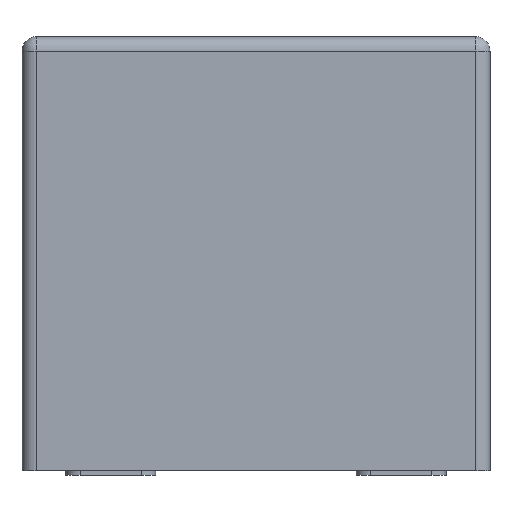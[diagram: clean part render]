
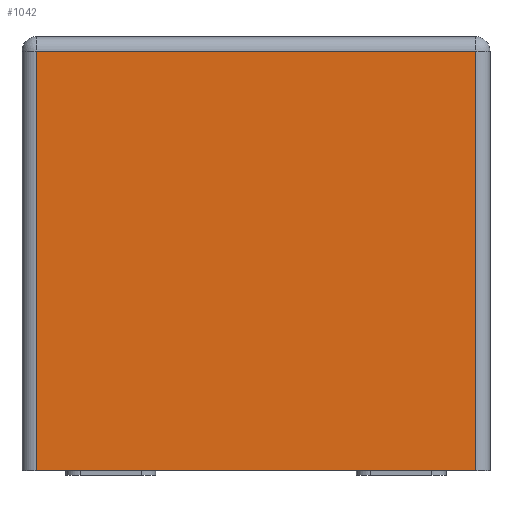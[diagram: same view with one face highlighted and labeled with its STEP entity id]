
A CAD part, front view. The second image highlights one B-rep face of the part: STEP entity #1042.
In plain terms, the highlighted planar face has unit normal (0, -1, 0).
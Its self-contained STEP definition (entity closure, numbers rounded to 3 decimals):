
#133=FACE_OUTER_BOUND('',#197,.T.);
#197=EDGE_LOOP('',(#820,#821,#822,#823));
#268=LINE('',#1593,#352);
#274=LINE('',#1612,#358);
#275=LINE('',#1616,#359);
#276=LINE('',#1617,#360);
#352=VECTOR('',#1322,6.11);
#358=VECTOR('',#1346,5.84);
#359=VECTOR('',#1351,5.84);
#360=VECTOR('',#1352,6.11);
#480=VERTEX_POINT('',#1590);
#481=VERTEX_POINT('',#1592);
#485=VERTEX_POINT('',#1611);
#486=VERTEX_POINT('',#1615);
#597=EDGE_CURVE('',#480,#481,#268,.T.);
#607=EDGE_CURVE('',#481,#485,#274,.T.);
#609=EDGE_CURVE('',#486,#480,#275,.T.);
#610=EDGE_CURVE('',#486,#485,#276,.T.);
#820=ORIENTED_EDGE('',*,*,#597,.F.);
#821=ORIENTED_EDGE('',*,*,#609,.F.);
#822=ORIENTED_EDGE('',*,*,#610,.T.);
#823=ORIENTED_EDGE('',*,*,#607,.F.);
#997=PLANE('',#1143);
#1042=ADVANCED_FACE('',(#133),#997,.T.);
#1143=AXIS2_PLACEMENT_3D('',#1614,#1349,#1350);
#1322=DIRECTION('',(1.,0.,0.));
#1346=DIRECTION('',(0.,0.,-1.));
#1349=DIRECTION('center_axis',(0.,-1.,0.));
#1350=DIRECTION('ref_axis',(1.,0.,0.));
#1351=DIRECTION('',(0.,0.,1.));
#1352=DIRECTION('',(1.,0.,0.));
#1590=CARTESIAN_POINT('',(-3.055,-3.355,5.9));
#1592=CARTESIAN_POINT('',(3.055,-3.355,5.9));
#1593=CARTESIAN_POINT('',(-1.628,-3.355,5.9));
#1611=CARTESIAN_POINT('',(3.055,-3.355,0.06));
#1612=CARTESIAN_POINT('',(3.055,-3.355,0.));
#1614=CARTESIAN_POINT('Origin',(-3.255,-3.355,0.));
#1615=CARTESIAN_POINT('',(-3.055,-3.355,0.06));
#1616=CARTESIAN_POINT('',(-3.055,-3.355,0.));
#1617=CARTESIAN_POINT('',(-1.628,-3.355,0.06));
